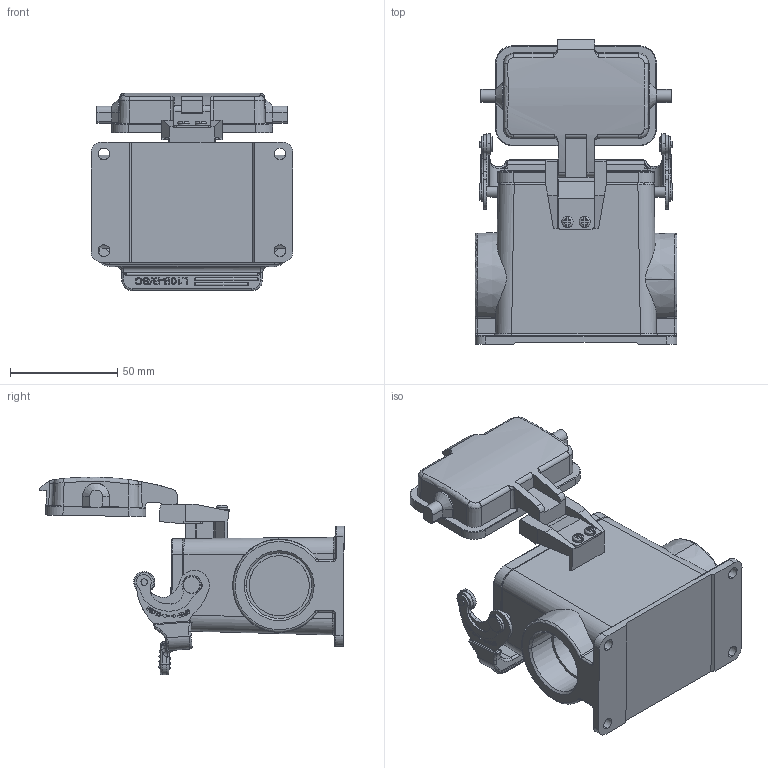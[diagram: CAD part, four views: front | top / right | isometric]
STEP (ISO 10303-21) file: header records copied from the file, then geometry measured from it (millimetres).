
FILE_DESCRIPTION((''),'2;1');
FILE_NAME('PRT0359_1','2017-09-26T',('dm.li'),(''),'PRO/ENGINEER BY PARAMETRIC TECHNOLOGY CORPORATION, 2012480','PRO/ENGINEER BY PARAMETRIC TECHNOLOGY CORPORATION, 2012480','');
FILE_SCHEMA(('AUTOMOTIVE_DESIGN { 1 0 10303 214 1 1 1 1 }'));
Products named in the file (1): PRT0359_1
Bounding box: 94.02 x 141.78 x 92.08 mm (x, y, z)
Volume: 166118.2 mm3; surface area: 75351.7 mm2
Topology: 2 solids, 15 shells, 1436 faces, 3932 edges, 2592 vertices
Faces by surface type: plane 602, cylinder 343, extrusion 296, torus 70, bspline 54, cone 53, sphere 18
Entity records: 54101 total; most frequent: CARTESIAN_POINT 15430, ORIENTED_EDGE 7820, DIRECTION 6449, EDGE_CURVE 3910, VERTEX_POINT 2592, VECTOR 2345, AXIS2_PLACEMENT_3D 2052, LINE 2049
